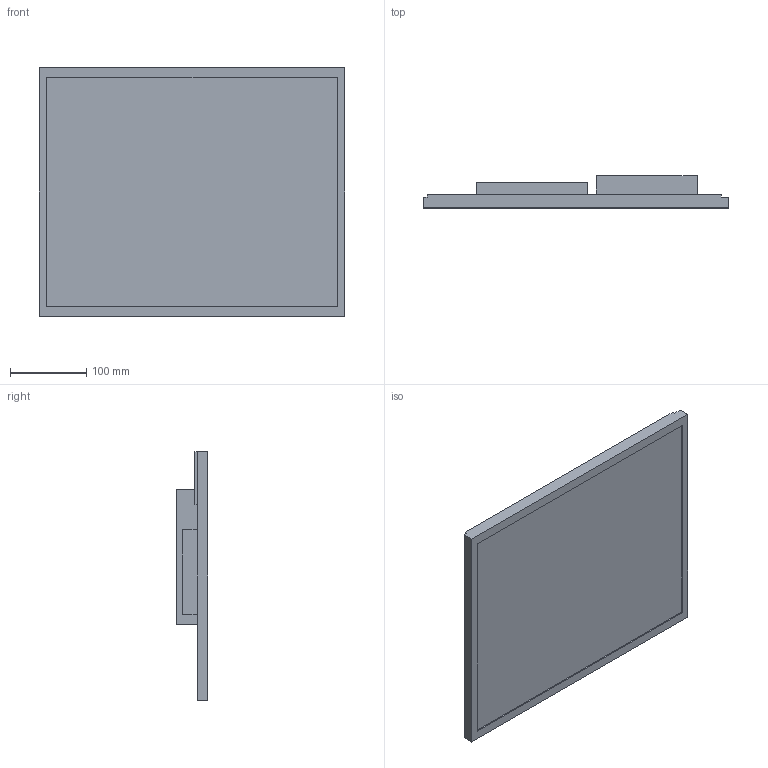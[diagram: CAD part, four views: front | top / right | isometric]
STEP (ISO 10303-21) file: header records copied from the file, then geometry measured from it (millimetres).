
FILE_DESCRIPTION (( 'STEP AP214' ), '1' );
FILE_NAME ('Monitor_With_Circuit_Boards.STEP', '2018-11-01T23:59:54', ( '' ), ( '' ), 'SwSTEP 2.0', 'SolidWorks 2018', '' );
FILE_SCHEMA (( 'AUTOMOTIVE_DESIGN' ));
Length unit declared in the file: millimetre
Products named in the file (4): Monitor_Power_supply; Monitor_Screen; Monitor_Motherboard; Monitor_With_Circuit_Boards
Assembly tree (3 placements, depth 2):
  Monitor_With_Circuit_Boards
    Monitor_Motherboard
    Monitor_Power_supply
    Monitor_Screen
Bounding box: 400 x 41.8 x 325 mm (x, y, z)
Volume: 2685091.5 mm3; surface area: 391218.2 mm2
Topology: 3 solids, 3 shells, 30 faces, 69 edges, 46 vertices
Faces by surface type: plane 30
Entity records: 1130 total; most frequent: CARTESIAN_POINT 151, DIRECTION 141, ORIENTED_EDGE 138, VECTOR 69, LINE 69, EDGE_CURVE 69, VERTEX_POINT 46, AXIS2_PLACEMENT_3D 36
